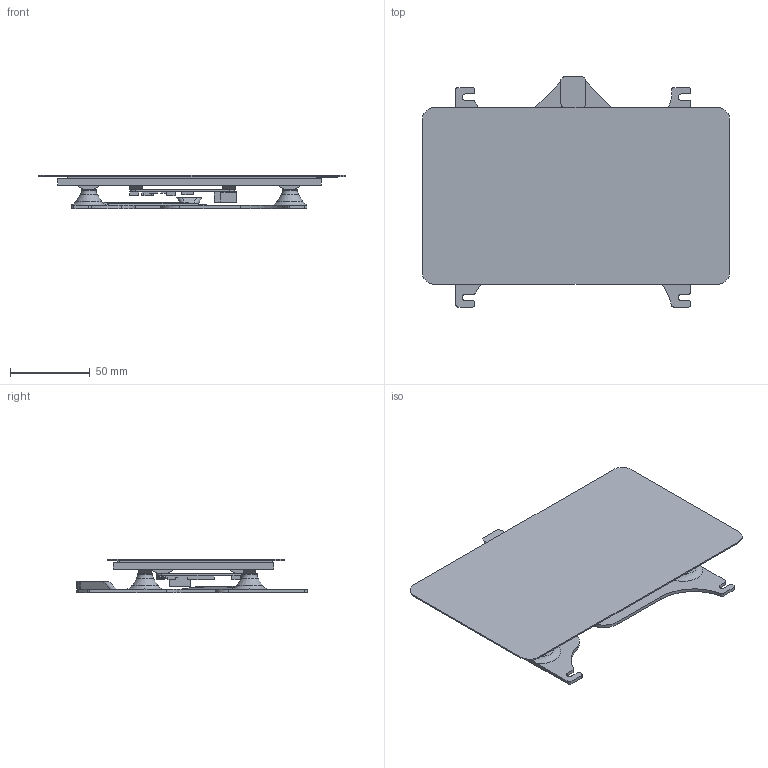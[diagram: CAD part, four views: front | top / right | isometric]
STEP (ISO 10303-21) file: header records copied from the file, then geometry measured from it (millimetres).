
FILE_DESCRIPTION(/* description */ (''),/* implementation_level */ '2;1');
FILE_NAME(/* name */ 'screenMount_simple.step',/* time_stamp */ '2025-12-17T21:41:37-05:00',/* author */ (''),/* organization */ (''),/* preprocessor_version */ 'ST-DEVELOPER v20.1',/* originating_system */ 'Autodesk Translation Framework v14.21.0.0',/* authorisation */ '');
FILE_SCHEMA (('AUTOMOTIVE_DESIGN { 1 0 10303 214 3 1 1 }'));
Length unit declared in the file: millimetre
Products named in the file (3): screenMount_simple; raspberry pi display; piScreen
Assembly tree (2 placements, depth 3):
  screenMount_simple
    raspberry pi display
      piScreen
Bounding box: 193 x 144.3 x 20.9 mm (x, y, z)
Volume: 149933.7 mm3; surface area: 91691.2 mm2
Topology: 2 solids, 2 shells, 399 faces, 1015 edges, 649 vertices
Faces by surface type: plane 277, cylinder 81, bspline 19, cone 12, torus 8, sphere 2
Full cylindrical faces by diameter (mm): 2.75 x4, 3 x8, 3.5 x4, 6 x4, 9.3 x4
Entity records: 12518 total; most frequent: CARTESIAN_POINT 2686, ORIENTED_EDGE 2024, DIRECTION 2004, EDGE_CURVE 1012, LINE 722, VECTOR 722, VERTEX_POINT 649, AXIS2_PLACEMENT_3D 641
